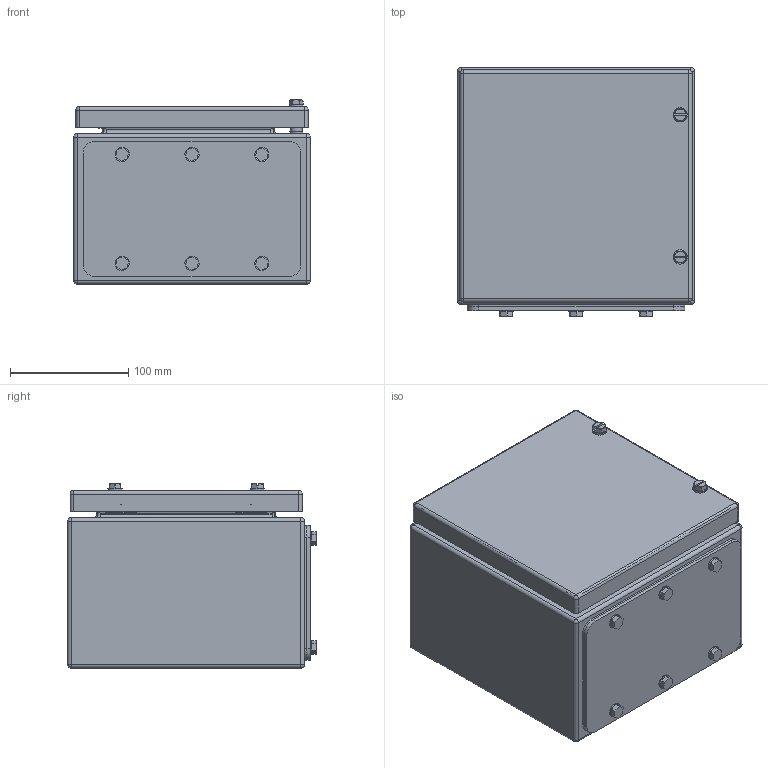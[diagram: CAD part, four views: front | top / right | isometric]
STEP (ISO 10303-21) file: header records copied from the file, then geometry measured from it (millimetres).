
FILE_DESCRIPTION(('CATIA V5R22 STEP214','CAx-IF Rec.Pracs.--- Model Styling and Organization---1.4--- 2014-01-23'),'2;1');
FILE_NAME ('D1518381_1_8000090348_LD_8000090348_KEBI_HS_202015_S2N1_AL.stp','2022-02-03T12:45:39+00:00',('none'),('Weidmueller'),'CATIA Version 5-6 Release 2016 SP3 HF44','CATIA V5 STEP AP214','none');
FILE_SCHEMA(('AUTOMOTIVE_DESIGN { 1 0 10303 214 1 1 1 1 }'));
Length unit declared in the file: millimetre
Products named in the file (1): HS KEBI 200X200X150 1GP
Bounding box: 200 x 210 x 155.6 mm (x, y, z)
Volume: 514829.1 mm3; surface area: 553223.9 mm2
Topology: 39 solids, 39 shells, 832 faces, 1976 edges, 1244 vertices
Faces by surface type: cylinder 376, plane 340, cone 52, sphere 24, torus 24, bspline 16
Entity records: 26956 total; most frequent: CARTESIAN_POINT 8282, ORIENTED_EDGE 3904, DIRECTION 3259, EDGE_CURVE 1952, AXIS2_PLACEMENT_3D 1408, VERTEX_POINT 1244, VECTOR 1036, LINE 1036
